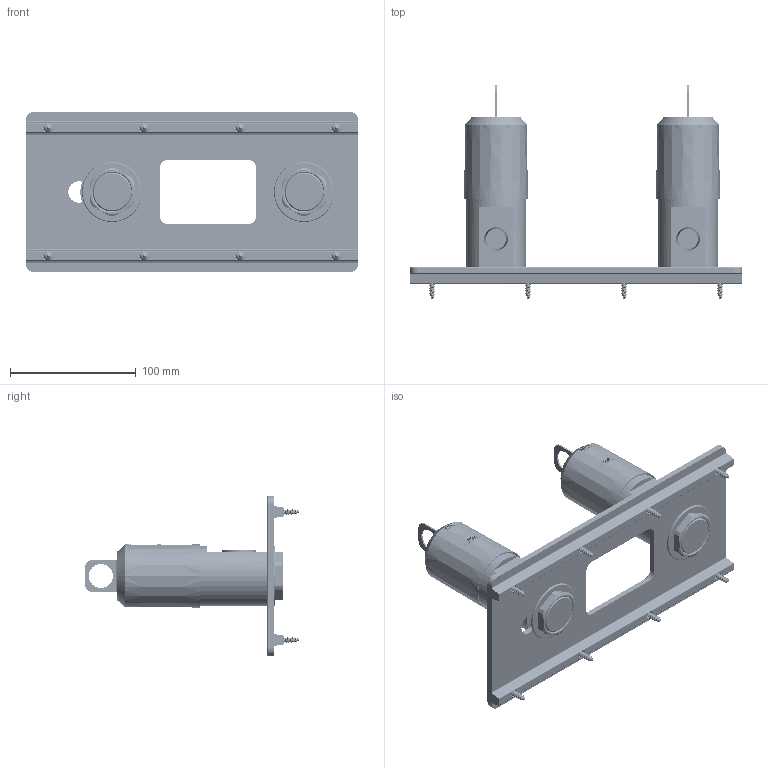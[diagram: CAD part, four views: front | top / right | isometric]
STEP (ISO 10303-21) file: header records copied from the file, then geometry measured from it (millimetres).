
FILE_DESCRIPTION((''),'2;1');
FILE_NAME('1-378_ASM','2019-11-08T09:32:45',('rsmith'),(''),'CREO PARAMETRIC BY PTC INC, 2018400','CREO PARAMETRIC BY PTC INC, 2018400','');
FILE_SCHEMA(('CONFIG_CONTROL_DESIGN'));
Length unit declared in the file: inch
Products named in the file (11): 12785; 12786; 92832; 10174; 12787; 92835; 91020; 91720; 91741; 91732; 1-378_ASM
Assembly tree (31 placements, depth 2):
  1-378_ASM
    12785
    12786  x2
    92832  x8
    10174  x2
    12787  x2
    92835  x6
    91020  x4
    91720  x2
    91741  x2
    91732  x2
Bounding box: 263.52 x 170.03 x 127 mm (x, y, z)
Volume: 454610 mm3; surface area: 208315.8 mm2
Topology: 31 solids, 35 shells, 2889 faces, 7711 edges, 4924 vertices
Faces by surface type: cylinder 1082, plane 961, cone 398, bspline 370, torus 78
Entity records: 78961 total; most frequent: CARTESIAN_POINT 45780, ORIENTED_EDGE 7442, DIRECTION 5867, EDGE_CURVE 3723, VERTEX_POINT 2413, VECTOR 2185, LINE 2185, AXIS2_PLACEMENT_3D 1841
